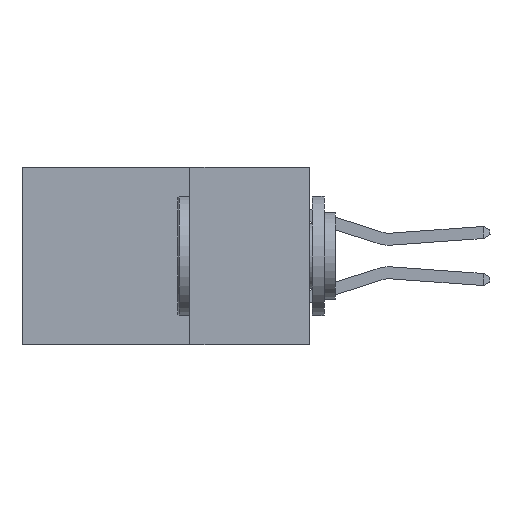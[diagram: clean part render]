
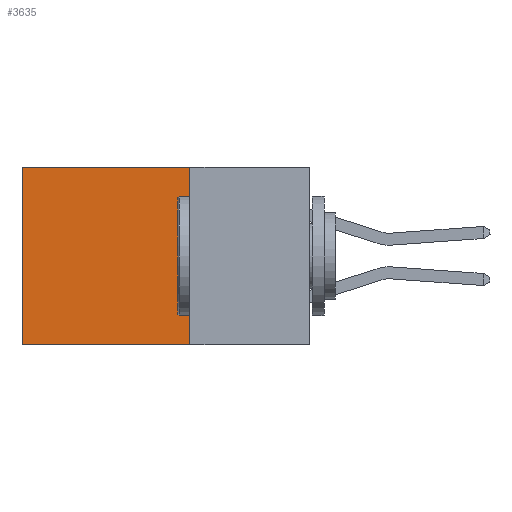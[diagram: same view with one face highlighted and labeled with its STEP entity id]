
A CAD part, left-side view. The second image highlights one B-rep face of the part: STEP entity #3635.
In plain terms, the highlighted planar face has unit normal (-1, 0, 0).
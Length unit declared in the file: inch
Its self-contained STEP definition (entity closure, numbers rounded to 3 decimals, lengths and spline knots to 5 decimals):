
#64 = CARTESIAN_POINT ( 'NONE',  ( 0.2615, 0.25, -0.37 ) ) ;
#122 = CARTESIAN_POINT ( 'NONE',  ( 0.2615, 0.6, -0.37 ) ) ;
#1265 = VECTOR ( 'NONE', #4910, 39.37008 ) ;
#1502 = VERTEX_POINT ( 'NONE', #11155 ) ;
#1520 = EDGE_CURVE ( 'NONE', #12165, #5482, #13814, .T. ) ;
#2500 = EDGE_LOOP ( 'NONE', ( #12316, #16268, #5987, #4289 ) ) ;
#3635 = ADVANCED_FACE ( 'NONE', ( #14660 ), #14986, .F. ) ;
#4289 = ORIENTED_EDGE ( 'NONE', *, *, #14111, .T. ) ;
#4364 = CARTESIAN_POINT ( 'NONE',  ( 0.2615, 0.25, 0. ) ) ;
#4910 = DIRECTION ( 'NONE',  ( 0., 0., -1. ) ) ;
#5479 = AXIS2_PLACEMENT_3D ( 'NONE', #12393, #6060, #8470 ) ;
#5482 = VERTEX_POINT ( 'NONE', #12663 ) ;
#5987 = ORIENTED_EDGE ( 'NONE', *, *, #15464, .F. ) ;
#6060 = DIRECTION ( 'NONE',  ( 1., 0., 0. ) ) ;
#7175 = VECTOR ( 'NONE', #14373, 39.37008 ) ;
#7712 = DIRECTION ( 'NONE',  ( 0., 0., -1. ) ) ;
#8465 = CARTESIAN_POINT ( 'NONE',  ( 0.2615, 0.25, -0.37 ) ) ;
#8470 = DIRECTION ( 'NONE',  ( 0., 0., -1. ) ) ;
#8908 = VECTOR ( 'NONE', #7712, 39.37008 ) ;
#9192 = LINE ( 'NONE', #122, #8908 ) ;
#9904 = LINE ( 'NONE', #64, #1265 ) ;
#10044 = DIRECTION ( 'NONE',  ( 0., 1., 0. ) ) ;
#11155 = CARTESIAN_POINT ( 'NONE',  ( 0.2615, 0.6, 0. ) ) ;
#11400 = VERTEX_POINT ( 'NONE', #15953 ) ;
#12165 = VERTEX_POINT ( 'NONE', #16415 ) ;
#12316 = ORIENTED_EDGE ( 'NONE', *, *, #16051, .T. ) ;
#12393 = CARTESIAN_POINT ( 'NONE',  ( 0.2615, 0.25, -0.37 ) ) ;
#12663 = CARTESIAN_POINT ( 'NONE',  ( 0.2615, 0.6, -0.37 ) ) ;
#12948 = LINE ( 'NONE', #4364, #7175 ) ;
#13814 = LINE ( 'NONE', #8465, #16157 ) ;
#14111 = EDGE_CURVE ( 'NONE', #11400, #1502, #12948, .T. ) ;
#14373 = DIRECTION ( 'NONE',  ( 0., 1., 0. ) ) ;
#14660 = FACE_OUTER_BOUND ( 'NONE', #2500, .T. ) ;
#14986 = PLANE ( 'NONE',  #5479 ) ;
#15464 = EDGE_CURVE ( 'NONE', #11400, #12165, #9904, .T. ) ;
#15953 = CARTESIAN_POINT ( 'NONE',  ( 0.2615, 0.25, 0. ) ) ;
#16051 = EDGE_CURVE ( 'NONE', #1502, #5482, #9192, .T. ) ;
#16157 = VECTOR ( 'NONE', #10044, 39.37008 ) ;
#16268 = ORIENTED_EDGE ( 'NONE', *, *, #1520, .F. ) ;
#16415 = CARTESIAN_POINT ( 'NONE',  ( 0.2615, 0.25, -0.37 ) ) ;
